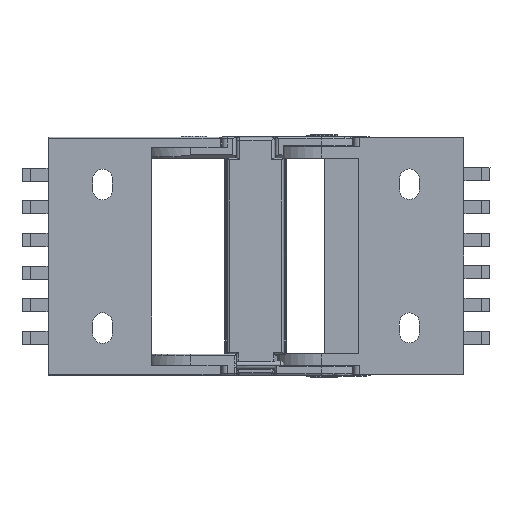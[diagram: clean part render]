
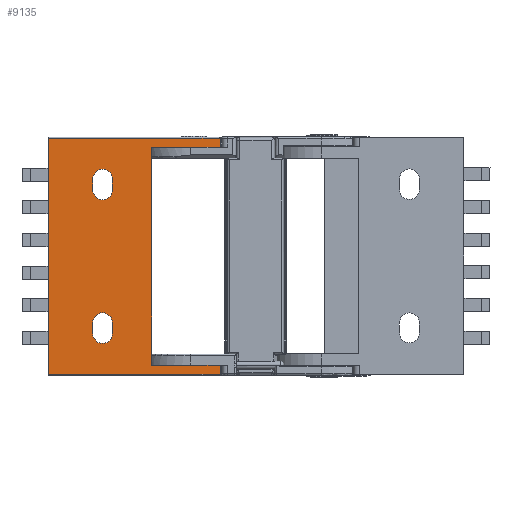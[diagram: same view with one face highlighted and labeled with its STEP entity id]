
A CAD part, front view. The second image highlights one B-rep face of the part: STEP entity #9135.
In plain terms, the highlighted planar face has unit normal (0, -1, 0).
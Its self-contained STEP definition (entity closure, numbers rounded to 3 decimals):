
#833 = VERTEX_POINT ( 'NONE', #23995 ) ;
#1049 = CARTESIAN_POINT ( 'NONE',  ( 413.899, 93.701, 548.051 ) ) ;
#1055 = VERTEX_POINT ( 'NONE', #16301 ) ;
#1314 = LINE ( 'NONE', #20698, #1646 ) ;
#1646 = VECTOR ( 'NONE', #9693, 1000. ) ;
#1883 = DIRECTION ( 'NONE',  ( 1., 0., 0. ) ) ;
#1898 = LINE ( 'NONE', #1049, #17039 ) ;
#2323 = VERTEX_POINT ( 'NONE', #21043 ) ;
#2328 = DIRECTION ( 'NONE',  ( -1., 0., 0. ) ) ;
#2492 = LINE ( 'NONE', #19938, #20433 ) ;
#2513 = DIRECTION ( 'NONE',  ( 1., 0., 0. ) ) ;
#2700 = DIRECTION ( 'NONE',  ( 0., 1., 0. ) ) ;
#2708 = LINE ( 'NONE', #22388, #4784 ) ;
#2759 = DIRECTION ( 'NONE',  ( 0., 0., -1. ) ) ;
#3105 = ORIENTED_EDGE ( 'NONE', *, *, #20621, .T. ) ;
#3272 = CARTESIAN_POINT ( 'NONE',  ( 434.899, 93.701, 631.401 ) ) ;
#3590 = LINE ( 'NONE', #11561, #3936 ) ;
#3755 = EDGE_CURVE ( 'NONE', #23669, #19792, #15725, .T. ) ;
#3936 = VECTOR ( 'NONE', #20277, 1000. ) ;
#4018 = CARTESIAN_POINT ( 'NONE',  ( 434.899, 93.701, 561.851 ) ) ;
#4202 = EDGE_CURVE ( 'NONE', #19792, #20810, #18478, .T. ) ;
#4784 = VECTOR ( 'NONE', #9353, 1000. ) ;
#4844 = AXIS2_PLACEMENT_3D ( 'NONE', #25848, #10658, #12576 ) ;
#4946 = EDGE_CURVE ( 'NONE', #10537, #6770, #13228, .T. ) ;
#5075 = CARTESIAN_POINT ( 'NONE',  ( 401.899, 93.701, 654.051 ) ) ;
#5136 = LINE ( 'NONE', #20132, #15425 ) ;
#5198 = ORIENTED_EDGE ( 'NONE', *, *, #10006, .F. ) ;
#5277 = EDGE_CURVE ( 'NONE', #19032, #23086, #1898, .T. ) ;
#5350 = DIRECTION ( 'NONE',  ( 0., 0., 1. ) ) ;
#5829 = DIRECTION ( 'NONE',  ( 0., 1., 0. ) ) ;
#5865 = EDGE_CURVE ( 'NONE', #17493, #11078, #19919, .T. ) ;
#6030 = DIRECTION ( 'NONE',  ( -1., 0., 0. ) ) ;
#6069 = EDGE_CURVE ( 'NONE', #2323, #10537, #15674, .T. ) ;
#6770 = VERTEX_POINT ( 'NONE', #23655 ) ;
#6955 = EDGE_CURVE ( 'NONE', #1055, #2323, #3590, .T. ) ;
#6988 = PLANE ( 'NONE',  #20169 ) ;
#7170 = CARTESIAN_POINT ( 'NONE',  ( 413.899, 93.701, 634.051 ) ) ;
#7932 = CARTESIAN_POINT ( 'NONE',  ( 401.899, 93.701, 618.351 ) ) ;
#7982 = LINE ( 'NONE', #26756, #21783 ) ;
#7999 = VERTEX_POINT ( 'NONE', #13975 ) ;
#8872 = ORIENTED_EDGE ( 'NONE', *, *, #6955, .T. ) ;
#9069 = ORIENTED_EDGE ( 'NONE', *, *, #18397, .T. ) ;
#9135 = ADVANCED_FACE ( 'NONE', ( #28063, #13871, #23909 ), #6988, .F. ) ;
#9353 = DIRECTION ( 'NONE',  ( 0., 0., 1. ) ) ;
#9499 = ORIENTED_EDGE ( 'NONE', *, *, #16603, .T. ) ;
#9591 = ORIENTED_EDGE ( 'NONE', *, *, #24319, .F. ) ;
#9693 = DIRECTION ( 'NONE',  ( 0., 0., -1. ) ) ;
#9965 = EDGE_CURVE ( 'NONE', #20810, #26800, #21319, .T. ) ;
#10006 = EDGE_CURVE ( 'NONE', #19032, #6770, #5136, .T. ) ;
#10089 = ORIENTED_EDGE ( 'NONE', *, *, #4946, .T. ) ;
#10430 = CARTESIAN_POINT ( 'NONE',  ( 413.899, 93.701, 564.701 ) ) ;
#10537 = VERTEX_POINT ( 'NONE', #26212 ) ;
#10610 = LINE ( 'NONE', #23780, #25131 ) ;
#10658 = DIRECTION ( 'NONE',  ( 0., 1., 0. ) ) ;
#10721 = VERTEX_POINT ( 'NONE', #3272 ) ;
#11078 = VERTEX_POINT ( 'NONE', #26423 ) ;
#11416 = DIRECTION ( 'NONE',  ( -1., 0., 0. ) ) ;
#11561 = CARTESIAN_POINT ( 'NONE',  ( 382.199, 93.701, 634.051 ) ) ;
#12344 = CARTESIAN_POINT ( 'NONE',  ( 395.899, 93.701, 618.351 ) ) ;
#12576 = DIRECTION ( 'NONE',  ( -1., 0., 0. ) ) ;
#12600 = CARTESIAN_POINT ( 'NONE',  ( 398.899, 93.701, 577.751 ) ) ;
#12857 = AXIS2_PLACEMENT_3D ( 'NONE', #12600, #5829, #6030 ) ;
#12950 = EDGE_CURVE ( 'NONE', #13540, #7999, #24599, .T. ) ;
#13178 = CARTESIAN_POINT ( 'NONE',  ( 395.899, 93.701, 577.751 ) ) ;
#13228 = LINE ( 'NONE', #18536, #23597 ) ;
#13540 = VERTEX_POINT ( 'NONE', #23569 ) ;
#13748 = ORIENTED_EDGE ( 'NONE', *, *, #26000, .T. ) ;
#13871 = FACE_OUTER_BOUND ( 'NONE', #28571, .T. ) ;
#13975 = CARTESIAN_POINT ( 'NONE',  ( 395.899, 93.701, 574.351 ) ) ;
#14265 = VECTOR ( 'NONE', #2759, 1000. ) ;
#15119 = ORIENTED_EDGE ( 'NONE', *, *, #24574, .F. ) ;
#15425 = VECTOR ( 'NONE', #2513, 1000. ) ;
#15674 = LINE ( 'NONE', #4018, #20186 ) ;
#15725 = CIRCLE ( 'NONE', #4844, 3. ) ;
#16301 = CARTESIAN_POINT ( 'NONE',  ( 382.199, 93.701, 634.251 ) ) ;
#16580 = ORIENTED_EDGE ( 'NONE', *, *, #5865, .T. ) ;
#16603 = EDGE_CURVE ( 'NONE', #833, #1055, #10610, .T. ) ;
#16725 = DIRECTION ( 'NONE',  ( 0., 0., 1. ) ) ;
#16942 = CARTESIAN_POINT ( 'NONE',  ( 395.899, 93.701, 621.751 ) ) ;
#16945 = CARTESIAN_POINT ( 'NONE',  ( 401.899, 93.701, 621.751 ) ) ;
#17039 = VECTOR ( 'NONE', #20970, 1000. ) ;
#17493 = VERTEX_POINT ( 'NONE', #13178 ) ;
#17781 = ORIENTED_EDGE ( 'NONE', *, *, #4202, .T. ) ;
#18397 = EDGE_CURVE ( 'NONE', #26800, #23669, #7982, .T. ) ;
#18427 = DIRECTION ( 'NONE',  ( -1., 0., 0. ) ) ;
#18478 = LINE ( 'NONE', #23486, #25751 ) ;
#18536 = CARTESIAN_POINT ( 'NONE',  ( 434.899, 93.701, 562.051 ) ) ;
#18824 = ORIENTED_EDGE ( 'NONE', *, *, #3755, .T. ) ;
#18829 = ORIENTED_EDGE ( 'NONE', *, *, #5277, .T. ) ;
#19032 = VERTEX_POINT ( 'NONE', #10430 ) ;
#19792 = VERTEX_POINT ( 'NONE', #12344 ) ;
#19919 = CIRCLE ( 'NONE', #12857, 3. ) ;
#19938 = CARTESIAN_POINT ( 'NONE',  ( 434.899, 93.701, 631.401 ) ) ;
#20132 = CARTESIAN_POINT ( 'NONE',  ( 413.899, 93.701, 564.701 ) ) ;
#20169 = AXIS2_PLACEMENT_3D ( 'NONE', #7170, #21024, #18427 ) ;
#20186 = VECTOR ( 'NONE', #1883, 1000. ) ;
#20202 = LINE ( 'NONE', #5075, #14265 ) ;
#20277 = DIRECTION ( 'NONE',  ( 0., 0., -1. ) ) ;
#20317 = CARTESIAN_POINT ( 'NONE',  ( 398.899, 93.701, 621.751 ) ) ;
#20433 = VECTOR ( 'NONE', #2328, 1000. ) ;
#20621 = EDGE_CURVE ( 'NONE', #7999, #17493, #2708, .T. ) ;
#20698 = CARTESIAN_POINT ( 'NONE',  ( 434.899, 93.701, 634.051 ) ) ;
#20810 = VERTEX_POINT ( 'NONE', #16942 ) ;
#20970 = DIRECTION ( 'NONE',  ( 0., 0., 1. ) ) ;
#21024 = DIRECTION ( 'NONE',  ( 0., 1., 0. ) ) ;
#21043 = CARTESIAN_POINT ( 'NONE',  ( 382.199, 93.701, 561.851 ) ) ;
#21319 = CIRCLE ( 'NONE', #25518, 3. ) ;
#21783 = VECTOR ( 'NONE', #22506, 1000. ) ;
#22010 = ORIENTED_EDGE ( 'NONE', *, *, #9965, .T. ) ;
#22388 = CARTESIAN_POINT ( 'NONE',  ( 395.899, 93.701, 654.051 ) ) ;
#22418 = EDGE_LOOP ( 'NONE', ( #17781, #22010, #9069, #18824 ) ) ;
#22487 = ORIENTED_EDGE ( 'NONE', *, *, #12950, .T. ) ;
#22506 = DIRECTION ( 'NONE',  ( 0., 0., -1. ) ) ;
#22889 = CARTESIAN_POINT ( 'NONE',  ( 413.899, 93.701, 631.401 ) ) ;
#22911 = EDGE_LOOP ( 'NONE', ( #13748, #22487, #3105, #16580 ) ) ;
#23049 = DIRECTION ( 'NONE',  ( 0., 1., 0. ) ) ;
#23083 = ORIENTED_EDGE ( 'NONE', *, *, #6069, .T. ) ;
#23086 = VERTEX_POINT ( 'NONE', #22889 ) ;
#23486 = CARTESIAN_POINT ( 'NONE',  ( 395.899, 93.701, 634.051 ) ) ;
#23569 = CARTESIAN_POINT ( 'NONE',  ( 401.899, 93.701, 574.351 ) ) ;
#23597 = VECTOR ( 'NONE', #5350, 1000. ) ;
#23655 = CARTESIAN_POINT ( 'NONE',  ( 434.899, 93.701, 564.701 ) ) ;
#23669 = VERTEX_POINT ( 'NONE', #7932 ) ;
#23686 = DIRECTION ( 'NONE',  ( -1., 0., 0. ) ) ;
#23780 = CARTESIAN_POINT ( 'NONE',  ( 382.199, 93.701, 634.251 ) ) ;
#23909 = FACE_BOUND ( 'NONE', #22911, .T. ) ;
#23995 = CARTESIAN_POINT ( 'NONE',  ( 434.899, 93.701, 634.251 ) ) ;
#24319 = EDGE_CURVE ( 'NONE', #10721, #23086, #2492, .T. ) ;
#24574 = EDGE_CURVE ( 'NONE', #833, #10721, #1314, .T. ) ;
#24599 = CIRCLE ( 'NONE', #26179, 3. ) ;
#25131 = VECTOR ( 'NONE', #23686, 1000. ) ;
#25518 = AXIS2_PLACEMENT_3D ( 'NONE', #20317, #2700, #11416 ) ;
#25751 = VECTOR ( 'NONE', #16725, 1000. ) ;
#25848 = CARTESIAN_POINT ( 'NONE',  ( 398.899, 93.701, 618.351 ) ) ;
#26000 = EDGE_CURVE ( 'NONE', #11078, #13540, #20202, .T. ) ;
#26179 = AXIS2_PLACEMENT_3D ( 'NONE', #27128, #23049, #27318 ) ;
#26212 = CARTESIAN_POINT ( 'NONE',  ( 434.899, 93.701, 561.851 ) ) ;
#26423 = CARTESIAN_POINT ( 'NONE',  ( 401.899, 93.701, 577.751 ) ) ;
#26756 = CARTESIAN_POINT ( 'NONE',  ( 401.899, 93.701, 634.051 ) ) ;
#26800 = VERTEX_POINT ( 'NONE', #16945 ) ;
#27128 = CARTESIAN_POINT ( 'NONE',  ( 398.899, 93.701, 574.351 ) ) ;
#27318 = DIRECTION ( 'NONE',  ( -1., 0., 0. ) ) ;
#28063 = FACE_BOUND ( 'NONE', #22418, .T. ) ;
#28571 = EDGE_LOOP ( 'NONE', ( #15119, #9499, #8872, #23083, #10089, #5198, #18829, #9591 ) ) ;
